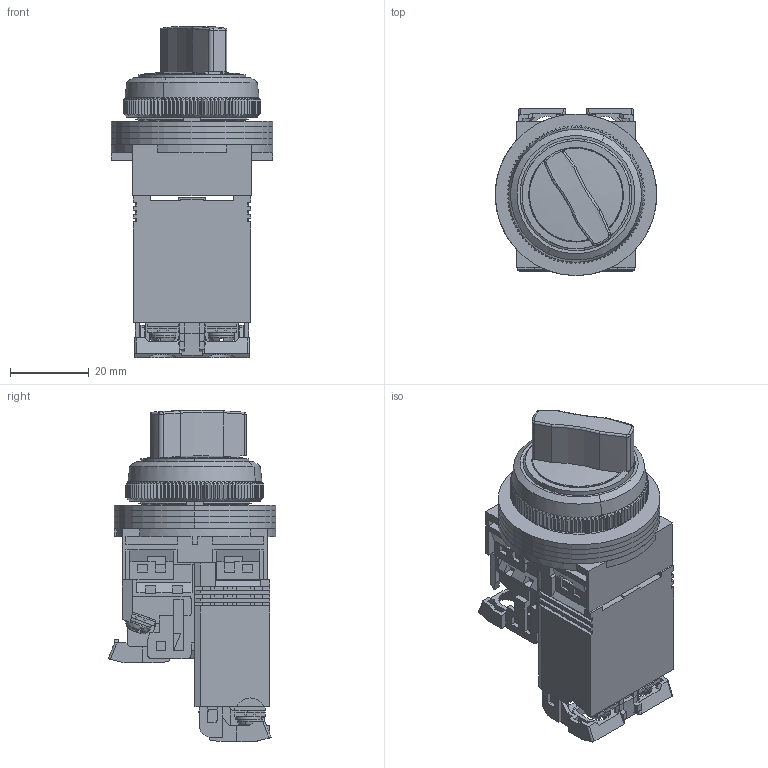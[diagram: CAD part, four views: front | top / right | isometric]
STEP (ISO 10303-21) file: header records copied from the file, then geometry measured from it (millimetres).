
FILE_DESCRIPTION (( 'STEP AP214' ), '1' );
FILE_NAME ('AR30PL-010L3GZC.step', '2018-02-13T19:01:28', ( '' ), ( '' ), 'SwSTEP 2.0', 'SolidWorks 2017', '' );
FILE_SCHEMA (( 'AUTOMOTIVE_DESIGN' ));
Length unit declared in the file: inch
Products named in the file (1): AR30PL-010L3GZC
Bounding box: 41 x 42.5 x 84 mm (x, y, z)
Volume: 49185.2 mm3; surface area: 40891 mm2
Topology: 27 solids, 27 shells, 2357 faces, 6370 edges, 4104 vertices
Faces by surface type: plane 1706, cylinder 321, cone 202, bspline 128
Entity records: 108218 total; most frequent: CARTESIAN_POINT 19452, ORIENTED_EDGE 12740, DIRECTION 10858, EDGE_CURVE 6370, LINE 4358, VECTOR 4358, VERTEX_POINT 4104, AXIS2_PLACEMENT_3D 3250
